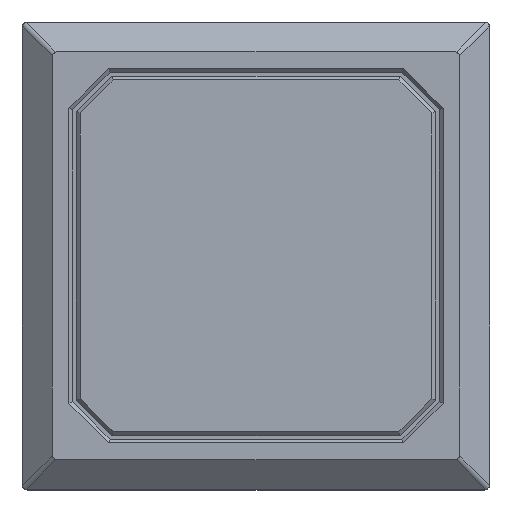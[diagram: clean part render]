
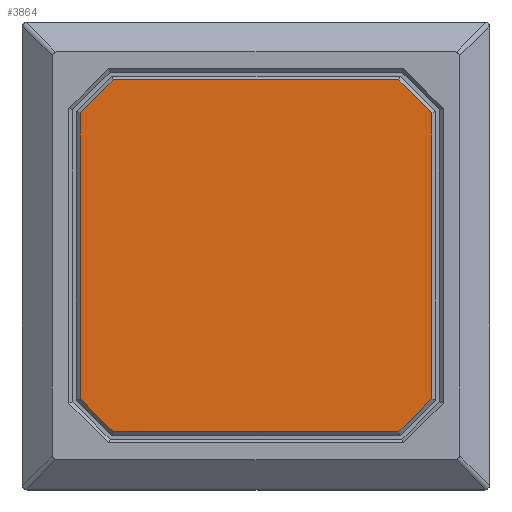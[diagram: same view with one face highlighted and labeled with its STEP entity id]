
A CAD part, top view. The second image highlights one B-rep face of the part: STEP entity #3864.
In plain terms, the highlighted planar face has unit normal (0, 0, 1).
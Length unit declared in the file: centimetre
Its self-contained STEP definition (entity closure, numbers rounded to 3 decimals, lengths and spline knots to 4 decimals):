
#351=FACE_OUTER_BOUND('',#585,.T.);
#585=EDGE_LOOP('',(#2704,#2705,#2706,#2707,#2708,#2709,#2710,#2711));
#915=LINE('',#5875,#1295);
#918=LINE('',#5880,#1298);
#920=LINE('',#5884,#1300);
#922=LINE('',#5888,#1302);
#924=LINE('',#5892,#1304);
#926=LINE('',#5896,#1306);
#928=LINE('',#5900,#1308);
#930=LINE('',#5903,#1310);
#1295=VECTOR('',#4660,0.2493);
#1298=VECTOR('',#4665,1.5274);
#1300=VECTOR('',#4669,0.2493);
#1302=VECTOR('',#4673,1.5274);
#1304=VECTOR('',#4677,0.2493);
#1306=VECTOR('',#4681,1.5274);
#1308=VECTOR('',#4685,0.2493);
#1310=VECTOR('',#4689,1.5274);
#1658=VERTEX_POINT('',#5873);
#1659=VERTEX_POINT('',#5874);
#1660=VERTEX_POINT('',#5879);
#1661=VERTEX_POINT('',#5883);
#1662=VERTEX_POINT('',#5887);
#1663=VERTEX_POINT('',#5891);
#1664=VERTEX_POINT('',#5895);
#1665=VERTEX_POINT('',#5899);
#2053=EDGE_CURVE('',#1658,#1659,#915,.T.);
#2056=EDGE_CURVE('',#1659,#1660,#918,.T.);
#2058=EDGE_CURVE('',#1660,#1661,#920,.T.);
#2060=EDGE_CURVE('',#1661,#1662,#922,.T.);
#2062=EDGE_CURVE('',#1662,#1663,#924,.T.);
#2064=EDGE_CURVE('',#1663,#1664,#926,.T.);
#2066=EDGE_CURVE('',#1664,#1665,#928,.T.);
#2068=EDGE_CURVE('',#1665,#1658,#930,.T.);
#2704=ORIENTED_EDGE('',*,*,#2053,.F.);
#2705=ORIENTED_EDGE('',*,*,#2068,.F.);
#2706=ORIENTED_EDGE('',*,*,#2066,.F.);
#2707=ORIENTED_EDGE('',*,*,#2064,.F.);
#2708=ORIENTED_EDGE('',*,*,#2062,.F.);
#2709=ORIENTED_EDGE('',*,*,#2060,.F.);
#2710=ORIENTED_EDGE('',*,*,#2058,.F.);
#2711=ORIENTED_EDGE('',*,*,#2056,.F.);
#3692=PLANE('',#4112);
#3864=ADVANCED_FACE('',(#351),#3692,.T.);
#4112=AXIS2_PLACEMENT_3D('',#5904,#4690,#4691);
#4660=DIRECTION('',(0.707,-0.707,0.));
#4665=DIRECTION('',(0.,-1.,0.));
#4669=DIRECTION('',(-0.707,-0.707,0.));
#4673=DIRECTION('',(-1.,0.,0.));
#4677=DIRECTION('',(-0.707,0.707,0.));
#4681=DIRECTION('',(0.,1.,0.));
#4685=DIRECTION('',(0.707,0.707,0.));
#4689=DIRECTION('',(1.,0.,0.));
#4690=DIRECTION('center_axis',(0.,0.,
1.));
#4691=DIRECTION('ref_axis',(-1.,0.,0.));
#5873=CARTESIAN_POINT('',(0.7637,0.94,0.765));
#5874=CARTESIAN_POINT('',(0.94,0.7637,0.765));
#5875=CARTESIAN_POINT('',(0.8049,0.8989,0.765));
#5879=CARTESIAN_POINT('',(0.94,-0.7637,0.765));
#5880=CARTESIAN_POINT('',(0.94,0.386,0.765));
#5883=CARTESIAN_POINT('',(0.7637,-0.94,0.765));
#5884=CARTESIAN_POINT('',(0.8989,-0.8049,0.765));
#5887=CARTESIAN_POINT('',(-0.7637,-0.94,0.765));
#5888=CARTESIAN_POINT('',(0.386,-0.94,0.765));
#5891=CARTESIAN_POINT('',(-0.94,-0.7637,0.765));
#5892=CARTESIAN_POINT('',(-0.8049,-0.8989,0.765));
#5895=CARTESIAN_POINT('',(-0.94,0.7637,0.765));
#5896=CARTESIAN_POINT('',(-0.94,-0.386,0.765));
#5899=CARTESIAN_POINT('',(-0.7637,0.94,0.765));
#5900=CARTESIAN_POINT('',(-0.8989,0.8049,0.765));
#5903=CARTESIAN_POINT('',(-0.386,0.94,0.765));
#5904=CARTESIAN_POINT('Origin',(0.,0.,
0.765));
